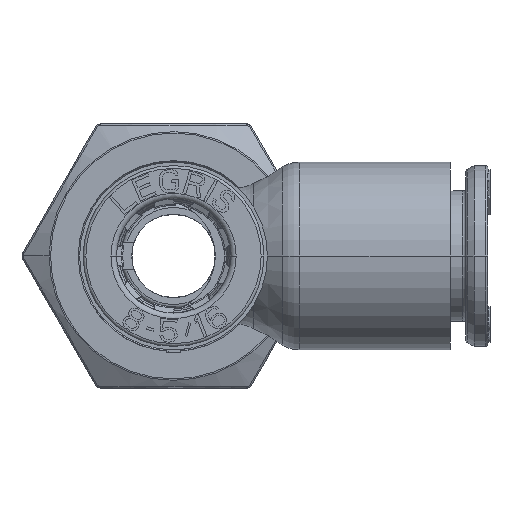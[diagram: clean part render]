
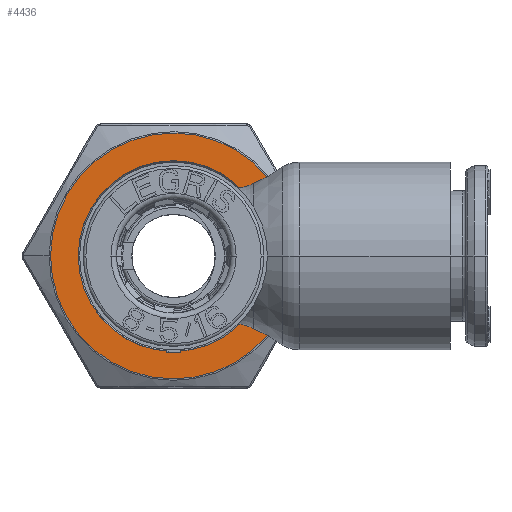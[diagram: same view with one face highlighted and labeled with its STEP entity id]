
A CAD part, left-side view. The second image highlights one B-rep face of the part: STEP entity #4436.
In plain terms, the highlighted planar face has unit normal (-1, 0, 0).
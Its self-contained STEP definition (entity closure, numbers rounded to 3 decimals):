
#4436=ADVANCED_FACE('',(#9974,#9975),#9976,.F.);
#9974=FACE_OUTER_BOUND('',#19316,.T.);
#9975=FACE_BOUND('',#19317,.T.);
#9976=PLANE('',#19318);
#19316=EDGE_LOOP('',(#35015,#35016,#35017));
#19317=EDGE_LOOP('',(#35018,#35019));
#19318=AXIS2_PLACEMENT_3D('',#35020,#35021,#35022);
#35015=ORIENTED_EDGE('',*,*,#50648,.T.);
#35016=ORIENTED_EDGE('',*,*,#50649,.T.);
#35017=ORIENTED_EDGE('',*,*,#50650,.T.);
#35018=ORIENTED_EDGE('',*,*,#50651,.T.);
#35019=ORIENTED_EDGE('',*,*,#50652,.T.);
#35020=CARTESIAN_POINT('',(20.5,0.0,0.0));
#35021=DIRECTION('',(1.0,0.0,0.0));
#35022=DIRECTION('',(0.0,-1.0,-0.0));
#50648=EDGE_CURVE('',#61778,#61779,#61780,.T.);
#50649=EDGE_CURVE('',#61779,#61781,#61782,.T.);
#50650=EDGE_CURVE('',#61781,#61778,#61783,.T.);
#50651=EDGE_CURVE('',#61784,#61785,#61786,.T.);
#50652=EDGE_CURVE('',#61785,#61784,#61787,.T.);
#61778=VERTEX_POINT('',#80983);
#61779=VERTEX_POINT('',#80984);
#61780=CIRCLE('',#80985,8.838);
#61781=VERTEX_POINT('',#80986);
#61782=CIRCLE('',#80987,8.838);
#61783=CIRCLE('',#80988,8.838);
#61784=VERTEX_POINT('',#80989);
#61785=VERTEX_POINT('',#80990);
#61786=CIRCLE('',#80991,6.85);
#61787=CIRCLE('',#80992,6.85);
#80983=CARTESIAN_POINT('',(20.5,-8.838,0.0));
#80984=CARTESIAN_POINT('',(20.5,8.837,0.062));
#80985=AXIS2_PLACEMENT_3D('',#92744,#92745,#92746);
#80986=CARTESIAN_POINT('',(20.5,-8.837,-0.062));
#80987=AXIS2_PLACEMENT_3D('',#92747,#92748,#92749);
#80988=AXIS2_PLACEMENT_3D('',#92750,#92751,#92752);
#80989=CARTESIAN_POINT('',(20.5,0.0,-6.85));
#80990=CARTESIAN_POINT('',(20.5,0.,6.85));
#80991=AXIS2_PLACEMENT_3D('',#92753,#92754,#92755);
#80992=AXIS2_PLACEMENT_3D('',#92756,#92757,#92758);
#92744=CARTESIAN_POINT('',(20.5,0.0,0.0));
#92745=DIRECTION('',(-1.0,0.0,0.0));
#92746=DIRECTION('',(0.0,1.0,0.0));
#92747=CARTESIAN_POINT('',(20.5,0.0,0.0));
#92748=DIRECTION('',(-1.0,0.0,0.0));
#92749=DIRECTION('',(0.0,1.0,0.0));
#92750=CARTESIAN_POINT('',(20.5,0.0,0.0));
#92751=DIRECTION('',(-1.0,0.0,0.0));
#92752=DIRECTION('',(0.0,1.0,0.0));
#92753=CARTESIAN_POINT('',(20.5,0.0,0.0));
#92754=DIRECTION('',(1.0,0.0,0.0));
#92755=DIRECTION('',(0.0,0.0,-1.0));
#92756=CARTESIAN_POINT('',(20.5,0.0,0.0));
#92757=DIRECTION('',(1.0,0.0,0.0));
#92758=DIRECTION('',(0.0,0.0,-1.0));
